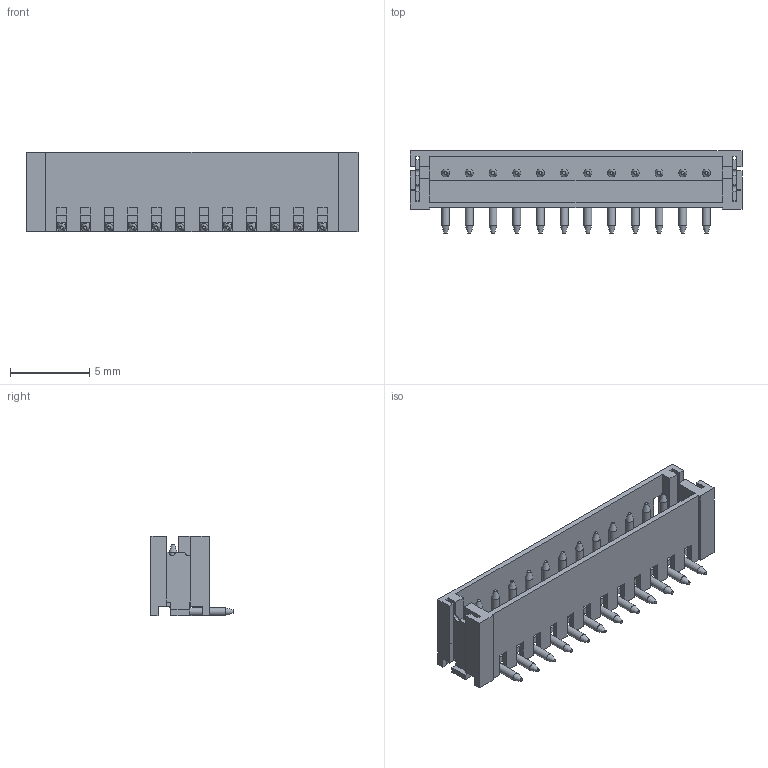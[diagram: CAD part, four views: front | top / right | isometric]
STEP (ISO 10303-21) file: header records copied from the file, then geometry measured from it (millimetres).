
FILE_DESCRIPTION(('FreeCAD Model'),'2;1');
FILE_NAME('JST B12B-ZR-SM4-TF.step','2020-04-19T12:41:33',('Author'),(''), 'Open CASCADE STEP processor 7.3','FreeCAD','Unknown');
FILE_SCHEMA(('AUTOMOTIVE_DESIGN { 1 0 10303 214 1 1 1 1 }'));
Length unit declared in the file: millimetre
Products named in the file (6): JST_B2B-ZR-SM4-TF; PlasticBody; SidePlate; Pins; Pin; Side_palte_right
Assembly tree (16 placements, depth 3):
  JST_B2B-ZR-SM4-TF
    PlasticBody
    SidePlate
    Pins
      Pin  x12
    Side_palte_right
Bounding box: 21 x 5.2 x 5 mm (x, y, z)
Volume: 159.7 mm3; surface area: 804 mm2
Topology: 15 solids, 15 shells, 248 faces, 656 edges, 410 vertices
Faces by surface type: plane 184, cylinder 28, cone 24, torus 12
Full cylindrical faces by diameter (mm): 0.5 x24
Entity records: 5867 total; most frequent: ORIENTED_EDGE 1026, CARTESIAN_POINT 1023, DIRECTION 906, EDGE_CURVE 513, LINE 496, VECTOR 496, VERTEX_POINT 322, AXIS2_PLACEMENT_3D 205
